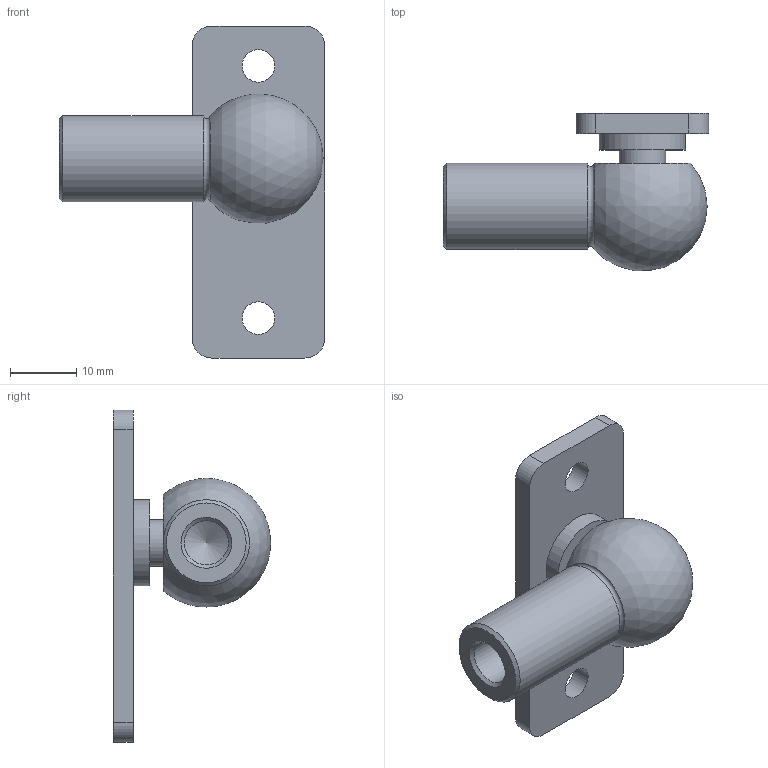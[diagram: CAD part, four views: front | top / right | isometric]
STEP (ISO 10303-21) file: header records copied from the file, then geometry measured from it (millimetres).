
FILE_DESCRIPTION(/* description */ (''),/* implementation_level */ '2;1');
FILE_NAME(/* name */ 'M8 RVS 304 kogelscharnier.stp',/* time_stamp */ '2018-11-16T16:57:06+01:00',/* author */ ('Johannes'),/* organization */ (''),/* preprocessor_version */ 'ST-DEVELOPER v15.6',/* originating_system */ 'Autodesk Inventor 2015',/* authorisation */ '');
FILE_SCHEMA (('AUTOMOTIVE_DESIGN { 1 0 10303 214 3 1 1 }'));
Length unit declared in the file: millimetre
Products named in the file (1): M8 RVS 304 kogelscharnier
Bounding box: 40 x 23.68 x 50 mm (x, y, z)
Volume: 8960.1 mm3; surface area: 5955.9 mm2
Topology: 3 solids, 3 shells, 36 faces, 84 edges, 54 vertices
Faces by surface type: plane 13, cylinder 13, torus 4, cone 3, sphere 3
Full cylindrical faces by diameter (mm): 4.92 x2, 6.65 x1, 7 x1, 13 x4, 14.5 x1
Entity records: 889 total; most frequent: DIRECTION 168, CARTESIAN_POINT 135, ORIENTED_EDGE 116, AXIS2_PLACEMENT_3D 76, EDGE_LOOP 61, EDGE_CURVE 55, VERTEX_POINT 43, CIRCLE 39
